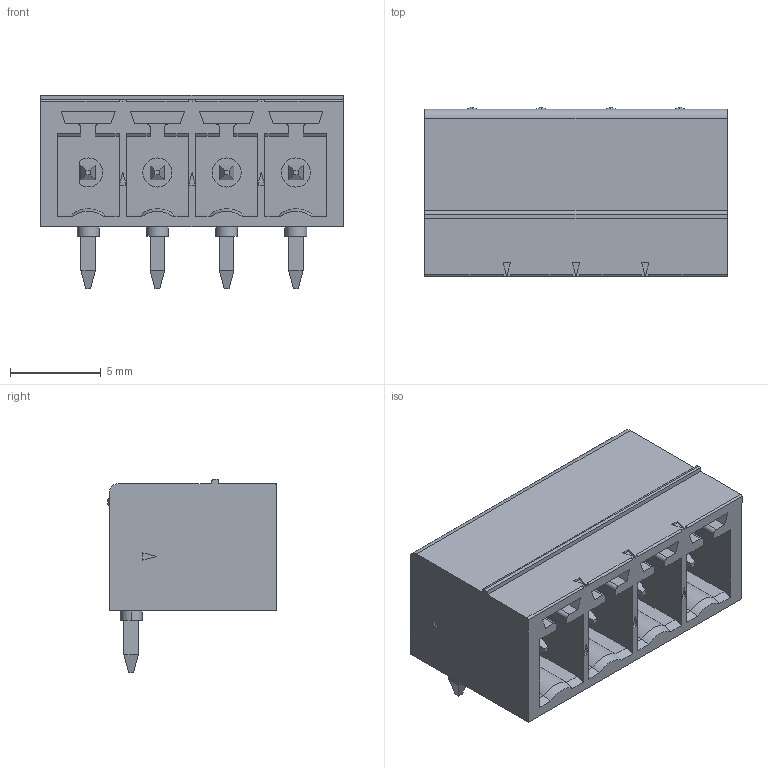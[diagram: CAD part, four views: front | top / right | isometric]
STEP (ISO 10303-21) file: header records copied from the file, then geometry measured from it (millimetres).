
FILE_DESCRIPTION((''),'2;1');
FILE_NAME('PHOENIX_1803293.stp','2014-05-06T16:25:46',(''),(''),'Mechanical Desktop 2011','Mechanical Desktop 2011',', , ');
FILE_SCHEMA(('AUTOMOTIVE_DESIGN { 1 2 10303 214 1 1 1 1 }'));
Length unit declared in the file: millimetre
Products named in the file (1): Product
Bounding box: 16.63 x 9.3 x 10.65 mm (x, y, z)
Volume: 632.7 mm3; surface area: 1477.3 mm2
Topology: 17 solids, 17 shells, 330 faces, 775 edges, 494 vertices
Faces by surface type: plane 234, cylinder 60, bspline 24, sphere 8, cone 4
Entity records: 9371 total; most frequent: CARTESIAN_POINT 1760, ORIENTED_EDGE 1534, DIRECTION 1513, EDGE_CURVE 767, VECTOR 619, LINE 619, VERTEX_POINT 494, AXIS2_PLACEMENT_3D 447
